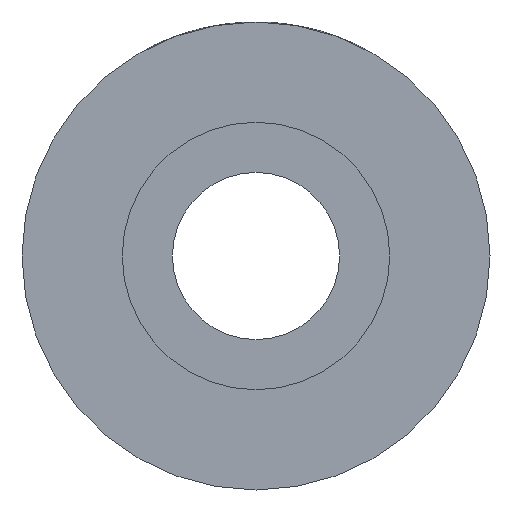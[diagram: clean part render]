
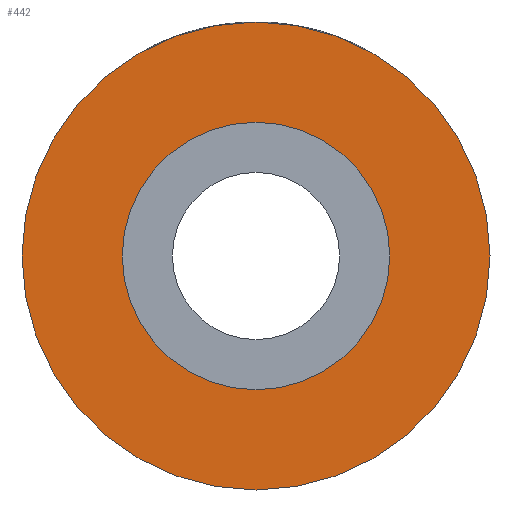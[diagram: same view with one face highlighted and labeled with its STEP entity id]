
A CAD part, front view. The second image highlights one B-rep face of the part: STEP entity #442.
In plain terms, the highlighted planar face has unit normal (0, -1, 0).
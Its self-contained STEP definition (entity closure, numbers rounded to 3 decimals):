
#10 = ORIENTED_EDGE ( 'NONE', *, *, #1040, .F. ) ;
#37 = VERTEX_POINT ( 'NONE', #1092 ) ;
#128 = DIRECTION ( 'NONE',  ( 0., 0., 1. ) ) ;
#145 = DIRECTION ( 'NONE',  ( 0., 1., 0. ) ) ;
#147 = DIRECTION ( 'NONE',  ( 0., 1., 0. ) ) ;
#185 = CIRCLE ( 'NONE', #1270, 3.5 ) ;
#287 = DIRECTION ( 'NONE',  ( 0., -1., 0. ) ) ;
#295 = AXIS2_PLACEMENT_3D ( 'NONE', #558, #145, #128 ) ;
#310 = CARTESIAN_POINT ( 'NONE',  ( 0., 0., 0. ) ) ;
#355 = EDGE_CURVE ( 'NONE', #618, #37, #185, .T. ) ;
#413 = AXIS2_PLACEMENT_3D ( 'NONE', #705, #287, #687 ) ;
#442 = ADVANCED_FACE ( 'NONE', ( #709, #1372 ), #666, .F. ) ;
#497 = ORIENTED_EDGE ( 'NONE', *, *, #1106, .F. ) ;
#501 = VERTEX_POINT ( 'NONE', #875 ) ;
#536 = CARTESIAN_POINT ( 'NONE',  ( 0., 0., 0. ) ) ;
#558 = CARTESIAN_POINT ( 'NONE',  ( 0., 0., 0. ) ) ;
#618 = VERTEX_POINT ( 'NONE', #1117 ) ;
#625 = DIRECTION ( 'NONE',  ( 0., 0., -1. ) ) ;
#636 = DIRECTION ( 'NONE',  ( 0., 0., 1. ) ) ;
#651 = EDGE_LOOP ( 'NONE', ( #894, #497 ) ) ;
#666 = PLANE ( 'NONE',  #295 ) ;
#687 = DIRECTION ( 'NONE',  ( 0., 0., -1. ) ) ;
#701 = CARTESIAN_POINT ( 'NONE',  ( 0., 0., -2. ) ) ;
#705 = CARTESIAN_POINT ( 'NONE',  ( 0., 0., 0. ) ) ;
#709 = FACE_BOUND ( 'NONE', #651, .T. ) ;
#736 = EDGE_LOOP ( 'NONE', ( #806, #10 ) ) ;
#787 = EDGE_CURVE ( 'NONE', #501, #1119, #1250, .T. ) ;
#793 = AXIS2_PLACEMENT_3D ( 'NONE', #1304, #147, #874 ) ;
#806 = ORIENTED_EDGE ( 'NONE', *, *, #355, .F. ) ;
#813 = AXIS2_PLACEMENT_3D ( 'NONE', #310, #1062, #625 ) ;
#874 = DIRECTION ( 'NONE',  ( 0., 0., 1. ) ) ;
#875 = CARTESIAN_POINT ( 'NONE',  ( 0., 0., 2. ) ) ;
#894 = ORIENTED_EDGE ( 'NONE', *, *, #787, .F. ) ;
#941 = CIRCLE ( 'NONE', #413, 2. ) ;
#955 = DIRECTION ( 'NONE',  ( 0., 1., 0. ) ) ;
#1040 = EDGE_CURVE ( 'NONE', #37, #618, #1328, .T. ) ;
#1062 = DIRECTION ( 'NONE',  ( 0., -1., 0. ) ) ;
#1092 = CARTESIAN_POINT ( 'NONE',  ( 0., 0., 3.5 ) ) ;
#1106 = EDGE_CURVE ( 'NONE', #1119, #501, #941, .T. ) ;
#1117 = CARTESIAN_POINT ( 'NONE',  ( 0., 0., -3.5 ) ) ;
#1119 = VERTEX_POINT ( 'NONE', #701 ) ;
#1250 = CIRCLE ( 'NONE', #813, 2. ) ;
#1270 = AXIS2_PLACEMENT_3D ( 'NONE', #536, #955, #636 ) ;
#1304 = CARTESIAN_POINT ( 'NONE',  ( 0., 0., 0. ) ) ;
#1328 = CIRCLE ( 'NONE', #793, 3.5 ) ;
#1372 = FACE_OUTER_BOUND ( 'NONE', #736, .T. ) ;
